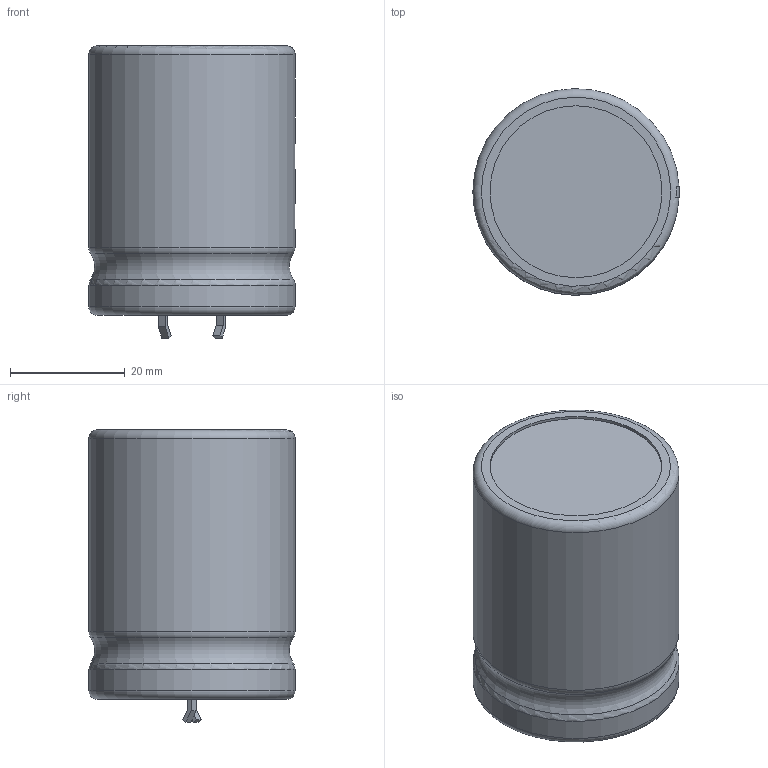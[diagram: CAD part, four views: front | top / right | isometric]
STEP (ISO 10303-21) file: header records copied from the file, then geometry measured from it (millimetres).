
FILE_DESCRIPTION(/* description */ (''),/* implementation_level */ '2;1');
FILE_NAME(/* name */ 'CAPPR1000-3600X4700.stp',/* time_stamp */ '2016-11-16T17:49:36+01:00',/* author */ ('jchouvet'),/* organization */ (''),/* preprocessor_version */ 'ST-DEVELOPER v16.1',/* originating_system */ 'AutoCAD Mechanical',/* authorisation */ '');
FILE_SCHEMA (('AUTOMOTIVE_DESIGN { 1 0 10303 214 3 1 1 }'));
Length unit declared in the file: millimetre
Products named in the file (1): Product
Bounding box: 36 x 35.99 x 51 mm (x, y, z)
Volume: 46625.4 mm3; surface area: 16421 mm2
Topology: 9 solids, 9 shells, 88 faces, 202 edges, 132 vertices
Faces by surface type: plane 59, cylinder 19, torus 10
Full cylindrical faces by diameter (mm): 30 x2, 36 x1
Entity records: 2475 total; most frequent: DIRECTION 446, CARTESIAN_POINT 411, ORIENTED_EDGE 384, EDGE_CURVE 192, AXIS2_PLACEMENT_3D 165, VERTEX_POINT 130, LINE 116, VECTOR 116
